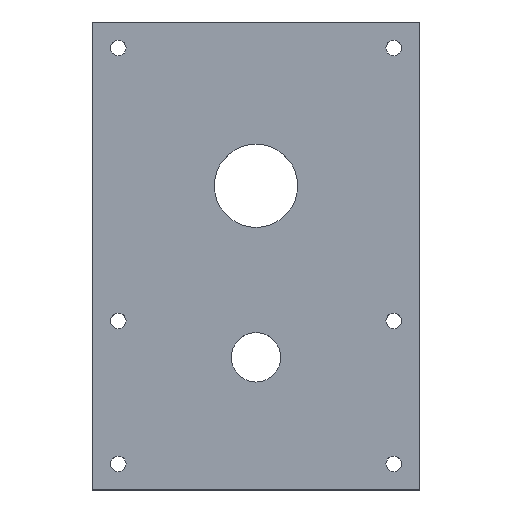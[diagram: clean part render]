
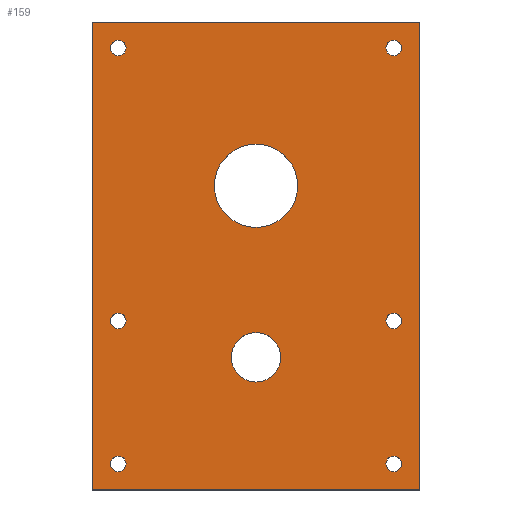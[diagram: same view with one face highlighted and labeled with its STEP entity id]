
A CAD part, top view. The second image highlights one B-rep face of the part: STEP entity #159.
In plain terms, the highlighted planar face has unit normal (0, 0, 1).
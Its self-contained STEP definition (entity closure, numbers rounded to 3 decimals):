
#105=FACE_BOUND('',#183,.T.);
#106=FACE_BOUND('',#184,.T.);
#107=FACE_BOUND('',#185,.T.);
#108=FACE_BOUND('',#186,.T.);
#109=FACE_BOUND('',#187,.T.);
#110=FACE_BOUND('',#188,.T.);
#111=FACE_BOUND('',#189,.T.);
#112=FACE_BOUND('',#190,.T.);
#113=FACE_BOUND('',#191,.T.);
#139=CIRCLE('',#355,3.);
#140=CIRCLE('',#356,3.);
#141=CIRCLE('',#357,3.);
#142=CIRCLE('',#358,3.);
#143=CIRCLE('',#359,3.);
#144=CIRCLE('',#360,3.);
#145=CIRCLE('',#361,16.);
#146=CIRCLE('',#362,9.5);
#159=ADVANCED_FACE('',(#105,#106,#107,#108,#109,#110,#111,#112,#113),#173,
 .T.);
#173=PLANE('',#363);
#183=EDGE_LOOP('',(#233));
#184=EDGE_LOOP('',(#234));
#185=EDGE_LOOP('',(#235));
#186=EDGE_LOOP('',(#236));
#187=EDGE_LOOP('',(#237));
#188=EDGE_LOOP('',(#238));
#189=EDGE_LOOP('',(#239));
#190=EDGE_LOOP('',(#240));
#191=EDGE_LOOP('',(#241,#242,#243,#244));
#233=ORIENTED_EDGE('',*,*,#309,.T.);
#234=ORIENTED_EDGE('',*,*,#310,.T.);
#235=ORIENTED_EDGE('',*,*,#311,.T.);
#236=ORIENTED_EDGE('',*,*,#312,.T.);
#237=ORIENTED_EDGE('',*,*,#313,.T.);
#238=ORIENTED_EDGE('',*,*,#314,.F.);
#239=ORIENTED_EDGE('',*,*,#315,.F.);
#240=ORIENTED_EDGE('',*,*,#316,.F.);
#241=ORIENTED_EDGE('',*,*,#299,.T.);
#242=ORIENTED_EDGE('',*,*,#303,.T.);
#243=ORIENTED_EDGE('',*,*,#306,.T.);
#244=ORIENTED_EDGE('',*,*,#308,.T.);
#275=VERTEX_POINT('',#463);
#276=VERTEX_POINT('',#465);
#278=VERTEX_POINT('',#471);
#280=VERTEX_POINT('',#477);
#281=VERTEX_POINT('',#484);
#282=VERTEX_POINT('',#486);
#283=VERTEX_POINT('',#488);
#284=VERTEX_POINT('',#490);
#285=VERTEX_POINT('',#492);
#286=VERTEX_POINT('',#494);
#287=VERTEX_POINT('',#496);
#288=VERTEX_POINT('',#498);
#299=EDGE_CURVE('',#276,#275,#327,.T.);
#303=EDGE_CURVE('',#275,#278,#331,.T.);
#306=EDGE_CURVE('',#278,#280,#334,.T.);
#308=EDGE_CURVE('',#280,#276,#336,.T.);
#309=EDGE_CURVE('',#281,#281,#139,.T.);
#310=EDGE_CURVE('',#282,#282,#140,.T.);
#311=EDGE_CURVE('',#283,#283,#141,.T.);
#312=EDGE_CURVE('',#284,#284,#142,.T.);
#313=EDGE_CURVE('',#285,#285,#143,.T.);
#314=EDGE_CURVE('',#286,#286,#144,.T.);
#315=EDGE_CURVE('',#287,#287,#145,.T.);
#316=EDGE_CURVE('',#288,#288,#146,.T.);
#327=LINE('',#464,#339);
#331=LINE('',#472,#343);
#334=LINE('',#478,#346);
#336=LINE('',#481,#348);
#339=VECTOR('',#387,1.);
#343=VECTOR('',#393,1.);
#346=VECTOR('',#398,1.);
#348=VECTOR('',#402,1.);
#355=AXIS2_PLACEMENT_3D('',#483,#405,#406);
#356=AXIS2_PLACEMENT_3D('',#485,#407,#408);
#357=AXIS2_PLACEMENT_3D('',#487,#409,#410);
#358=AXIS2_PLACEMENT_3D('',#489,#411,#412);
#359=AXIS2_PLACEMENT_3D('',#491,#413,#414);
#360=AXIS2_PLACEMENT_3D('',#493,#415,#416);
#361=AXIS2_PLACEMENT_3D('',#495,#417,#418);
#362=AXIS2_PLACEMENT_3D('',#497,#419,#420);
#363=AXIS2_PLACEMENT_3D('',#499,#421,#422);
#387=DIRECTION('',(0.,-1.,0.));
#393=DIRECTION('',(1.,0.,0.));
#398=DIRECTION('',(0.,1.,0.));
#402=DIRECTION('',(-1.,0.,0.));
#405=DIRECTION('',(0.,0.,-1.));
#406=DIRECTION('',(1.,0.,0.));
#407=DIRECTION('',(0.,0.,-1.));
#408=DIRECTION('',(1.,0.,0.));
#409=DIRECTION('',(0.,0.,-1.));
#410=DIRECTION('',(1.,0.,0.));
#411=DIRECTION('',(0.,0.,-1.));
#412=DIRECTION('',(1.,0.,0.));
#413=DIRECTION('',(0.,0.,-1.));
#414=DIRECTION('',(0.,-1.,0.));
#415=DIRECTION('',(0.,0.,1.));
#416=DIRECTION('',(0.,-1.,0.));
#417=DIRECTION('',(0.,0.,1.));
#418=DIRECTION('',(1.,0.,0.));
#419=DIRECTION('',(0.,0.,1.));
#420=DIRECTION('',(1.,0.,0.));
#421=DIRECTION('',(0.,0.,1.));
#422=DIRECTION('',(1.,0.,0.));
#463=CARTESIAN_POINT('',(0.,0.,10.));
#464=CARTESIAN_POINT('',(0.,180.,10.));
#465=CARTESIAN_POINT('',(0.,180.,10.));
#471=CARTESIAN_POINT('',(126.,0.,10.));
#472=CARTESIAN_POINT('',(0.,0.,10.));
#477=CARTESIAN_POINT('',(126.,180.,10.));
#478=CARTESIAN_POINT('',(126.,0.,10.));
#481=CARTESIAN_POINT('',(126.,180.,10.));
#483=CARTESIAN_POINT('',(10.,10.,10.));
#484=CARTESIAN_POINT('',(13.,10.,10.));
#485=CARTESIAN_POINT('',(10.,170.,10.));
#486=CARTESIAN_POINT('',(13.,170.,10.));
#487=CARTESIAN_POINT('',(116.,10.,10.));
#488=CARTESIAN_POINT('',(119.,10.,10.));
#489=CARTESIAN_POINT('',(116.,170.,10.));
#490=CARTESIAN_POINT('',(119.,170.,10.));
#491=CARTESIAN_POINT('',(116.,65.,10.));
#492=CARTESIAN_POINT('',(116.,62.,10.));
#493=CARTESIAN_POINT('',(10.,65.,10.));
#494=CARTESIAN_POINT('',(10.,62.,10.));
#495=CARTESIAN_POINT('',(63.,117.,10.));
#496=CARTESIAN_POINT('',(79.,117.,10.));
#497=CARTESIAN_POINT('',(63.,51.,10.));
#498=CARTESIAN_POINT('',(72.5,51.,10.));
#499=CARTESIAN_POINT('',(0.,0.,10.));
